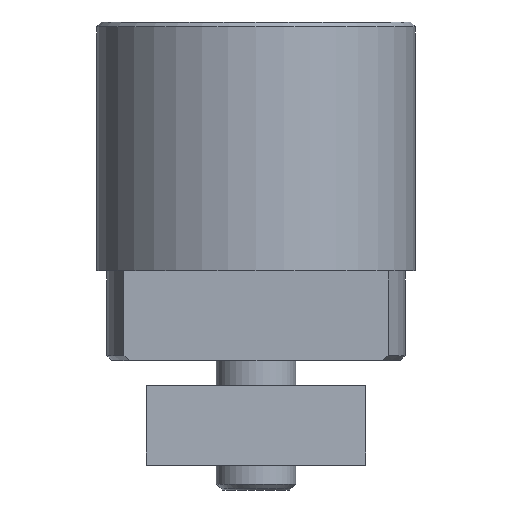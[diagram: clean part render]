
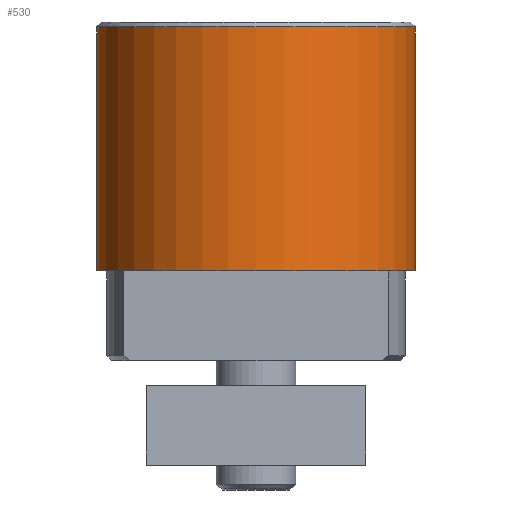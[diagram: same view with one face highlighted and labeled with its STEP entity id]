
A CAD part, front view. The second image highlights one B-rep face of the part: STEP entity #530.
In plain terms, the highlighted cylindrical face has radius 16 mm (diameter 32 mm), a partial arc.
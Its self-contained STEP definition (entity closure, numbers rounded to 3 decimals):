
#292=VERTEX_POINT('',#799);
#434=VERTEX_POINT('',#952);
#502=VERTEX_POINT('',#1025);
#530=ADVANCED_FACE('',(#1056),#1057,.T.);
#542=EDGE_CURVE('',#434,#502,#1069,.T.);
#646=VERTEX_POINT('',#1185);
#692=EDGE_CURVE('',#292,#646,#1239,.T.);
#756=EDGE_CURVE('',#502,#292,#1318,.T.);
#758=EDGE_CURVE('',#434,#646,#1320,.T.);
#799=CARTESIAN_POINT('',(16.0,0.,0.));
#952=CARTESIAN_POINT('',(-16.0,0.,24.5));
#1025=CARTESIAN_POINT('',(-16.0,0.,0.));
#1056=FACE_OUTER_BOUND('',#1758,.T.);
#1057=CYLINDRICAL_SURFACE('',#1759,16.0);
#1069=LINE('',#1779,#1780);
#1185=CARTESIAN_POINT('',(16.0,0.,24.5));
#1239=LINE('',#2031,#2032);
#1318=CIRCLE('',#2150,16.0);
#1320=CIRCLE('',#2153,16.0);
#1758=EDGE_LOOP('',(#2437,#2438,#2439,#2440));
#1759=AXIS2_PLACEMENT_3D('',#2441,#2442,#2443);
#1779=CARTESIAN_POINT('',(-16.0,0.,12.25));
#1780=VECTOR('',#2450,1.0);
#2031=CARTESIAN_POINT('',(16.0,0.,12.25));
#2032=VECTOR('',#2659,1.0);
#2150=AXIS2_PLACEMENT_3D('',#2779,#2780,#2781);
#2153=AXIS2_PLACEMENT_3D('',#2782,#2783,#2784);
#2437=ORIENTED_EDGE('',*,*,#692,.T.);
#2438=ORIENTED_EDGE('',*,*,#758,.F.);
#2439=ORIENTED_EDGE('',*,*,#542,.T.);
#2440=ORIENTED_EDGE('',*,*,#756,.T.);
#2441=CARTESIAN_POINT('',(0.,0.,12.25));
#2442=DIRECTION('',(-0.0,0.0,-1.0));
#2443=DIRECTION('',(1.0,0.,0.0));
#2450=DIRECTION('',(-0.0,-0.0,-1.0));
#2659=DIRECTION('',(0.0,0.0,1.0));
#2779=CARTESIAN_POINT('',(0.,0.,0.));
#2780=DIRECTION('',(0.0,-0.0,1.0));
#2781=DIRECTION('',(1.0,0.,0.0));
#2782=CARTESIAN_POINT('',(0.,0.,24.5));
#2783=DIRECTION('',(0.0,-0.0,1.0));
#2784=DIRECTION('',(1.0,0.,0.0));
